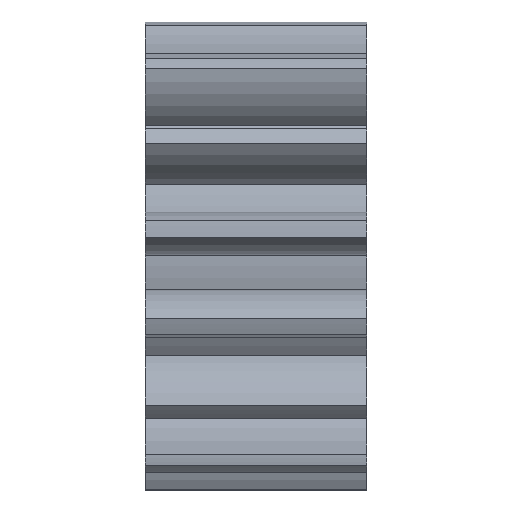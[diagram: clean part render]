
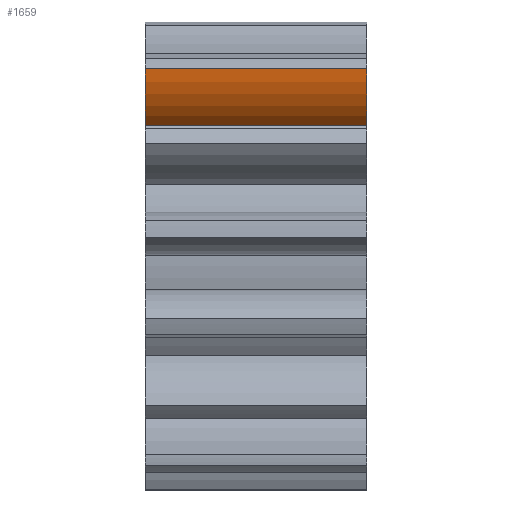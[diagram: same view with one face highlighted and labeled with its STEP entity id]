
A CAD part, top view. The second image highlights one B-rep face of the part: STEP entity #1659.
In plain terms, the highlighted cylindrical face has radius 3.81 mm (diameter 7.62 mm), a partial arc.
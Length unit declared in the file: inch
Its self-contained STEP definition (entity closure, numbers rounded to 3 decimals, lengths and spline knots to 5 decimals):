
#140 = VERTEX_POINT ( 'NONE', #2053 ) ;
#150 = VECTOR ( 'NONE', #426, 39.37008 ) ;
#304 = CARTESIAN_POINT ( 'NONE',  ( 0.4, 0.23152, 0.21064 ) ) ;
#426 = DIRECTION ( 'NONE',  ( 1., 0., 0. ) ) ;
#427 = AXIS2_PLACEMENT_3D ( 'NONE', #780, #777, #768 ) ;
#485 = ORIENTED_EDGE ( 'NONE', *, *, #1512, .T. ) ;
#556 = DIRECTION ( 'NONE',  ( -1., 0., 0. ) ) ;
#562 = CARTESIAN_POINT ( 'NONE',  ( 0., 0.3344, 0.2623 ) ) ;
#603 = AXIS2_PLACEMENT_3D ( 'NONE', #980, #983, #984 ) ;
#620 = CARTESIAN_POINT ( 'NONE',  ( 0., 0.23152, 0.21064 ) ) ;
#659 = VECTOR ( 'NONE', #556, 39.37008 ) ;
#715 = DIRECTION ( 'NONE',  ( -1., 0., 0. ) ) ;
#768 = DIRECTION ( 'NONE',  ( 0., 0., 1. ) ) ;
#777 = DIRECTION ( 'NONE',  ( -1., 0., 0. ) ) ;
#780 = CARTESIAN_POINT ( 'NONE',  ( 0.4, 0.34512, 0.11269 ) ) ;
#834 = AXIS2_PLACEMENT_3D ( 'NONE', #906, #715, #1021 ) ;
#902 = CARTESIAN_POINT ( 'NONE',  ( 0.4, 0.3344, 0.2623 ) ) ;
#903 = EDGE_CURVE ( 'NONE', #1909, #1216, #1723, .T. ) ;
#906 = CARTESIAN_POINT ( 'NONE',  ( 0.4, 0.34512, 0.11269 ) ) ;
#980 = CARTESIAN_POINT ( 'NONE',  ( 0., 0.34512, 0.11269 ) ) ;
#983 = DIRECTION ( 'NONE',  ( 1., 0., 0. ) ) ;
#984 = DIRECTION ( 'NONE',  ( 0., 0., 1. ) ) ;
#1021 = DIRECTION ( 'NONE',  ( 0., 0., 1. ) ) ;
#1067 = EDGE_CURVE ( 'NONE', #1294, #140, #2294, .T. ) ;
#1216 = VERTEX_POINT ( 'NONE', #620 ) ;
#1294 = VERTEX_POINT ( 'NONE', #304 ) ;
#1403 = FACE_OUTER_BOUND ( 'NONE', #1660, .T. ) ;
#1501 = LINE ( 'NONE', #1962, #150 ) ;
#1512 = EDGE_CURVE ( 'NONE', #140, #1909, #2142, .T. ) ;
#1643 = ORIENTED_EDGE ( 'NONE', *, *, #903, .T. ) ;
#1659 = ADVANCED_FACE ( 'NONE', ( #1403 ), #1722, .T. ) ;
#1660 = EDGE_LOOP ( 'NONE', ( #2109, #2135, #485, #1643 ) ) ;
#1722 = CYLINDRICAL_SURFACE ( 'NONE', #834, 0.15 ) ;
#1723 = CIRCLE ( 'NONE', #603, 0.15 ) ;
#1909 = VERTEX_POINT ( 'NONE', #562 ) ;
#1962 = CARTESIAN_POINT ( 'NONE',  ( 0.4, 0.23152, 0.21064 ) ) ;
#2053 = CARTESIAN_POINT ( 'NONE',  ( 0.4, 0.3344, 0.2623 ) ) ;
#2109 = ORIENTED_EDGE ( 'NONE', *, *, #2438, .T. ) ;
#2135 = ORIENTED_EDGE ( 'NONE', *, *, #1067, .T. ) ;
#2142 = LINE ( 'NONE', #902, #659 ) ;
#2294 = CIRCLE ( 'NONE', #427, 0.15 ) ;
#2438 = EDGE_CURVE ( 'NONE', #1216, #1294, #1501, .T. ) ;
